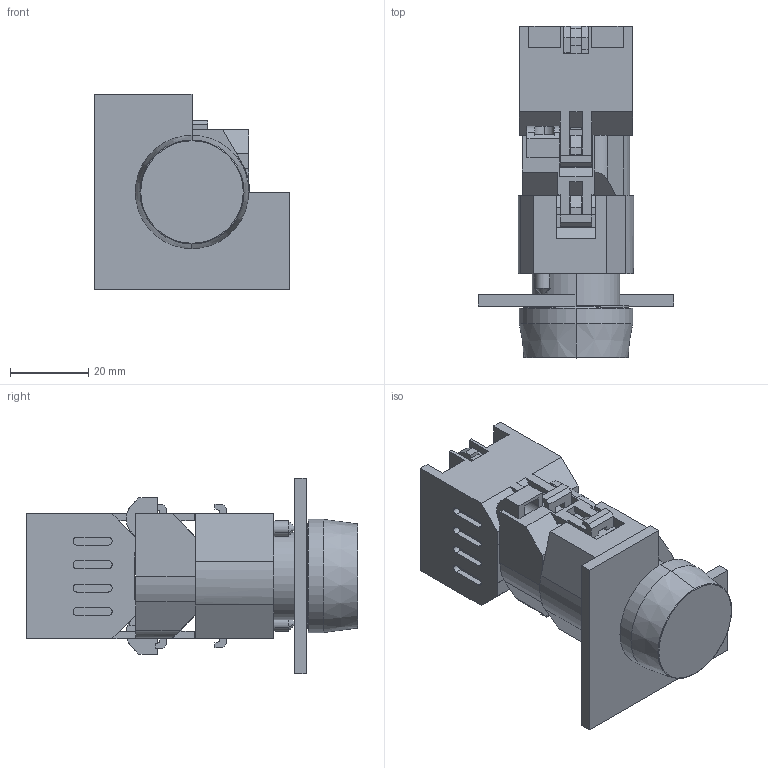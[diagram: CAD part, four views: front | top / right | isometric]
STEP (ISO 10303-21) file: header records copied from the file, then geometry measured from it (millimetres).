
FILE_DESCRIPTION(('STEP AP214'),'1');
FILE_NAME('704_000_2_20414_524.stp','2016-07-01T23:49:47',('TraceParts'),('TraceParts S.A.'),'Spatial InterOp 3D',' ',' ');
FILE_SCHEMA(('automotive_design'));
Length unit declared in the file: millimetre
Products named in the file (9): Assem1|Vorsatzhülse-neu_00303772#Vorsatzhülse-neu_00303772;Vorsatzhülse-neu_00303772; Assem1|FrontDichtung-Einbau_00302936#FrontDichtung-Einbau_00302936;FrontDichtung-Einbau_00302936; Assem1|Bajonettflansch_00302937#Bajonettflansch_00302937;Bajonettflansch_00302937; Assem1|Schraube-ss_00302938#Schraube-ss_00302938;Schraube-ss_00302938; Assem1|Lampenblock_00303124#Lampenblock_00303124;Lampenblock_00303124; Assem1|Leuchtenkappe_00303133#Leuchtenkappe_00303133;Leuchtenkappe_00303133; Assem1|Diodenblock-gesamt_00303137#Diodenblock-gesamt_00303137;Diodenblock-gesamt_00303137; Assem1|Lochplatte_D22.5_00320296#Lochplatte_D22.5_00320296;Lochplatte_D22.5_00320296
Bounding box: 50 x 84.86 x 50 mm (x, y, z)
Volume: 50980.8 mm3; surface area: 29171.6 mm2
Topology: 9 solids, 9 shells, 601 faces, 1652 edges, 1094 vertices
Faces by surface type: plane 385, cylinder 136, extrusion 54, cone 18, torus 8
Entity records: 25186 total; most frequent: CARTESIAN_POINT 4956, ORIENTED_EDGE 3304, DIRECTION 3020, EDGE_CURVE 1652, VECTOR 1220, LINE 1166, VERTEX_POINT 1094, AXIS2_PLACEMENT_3D 900
